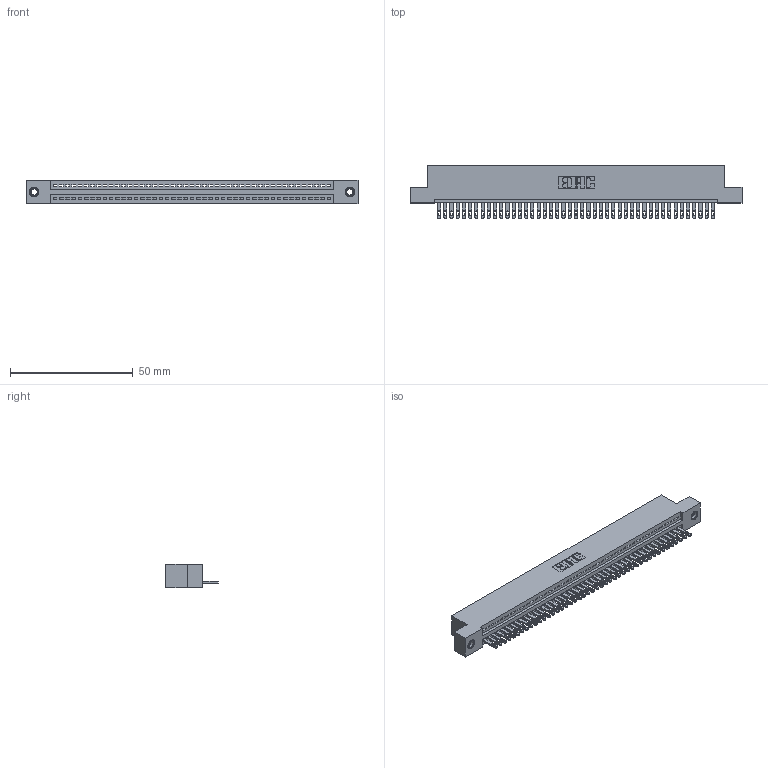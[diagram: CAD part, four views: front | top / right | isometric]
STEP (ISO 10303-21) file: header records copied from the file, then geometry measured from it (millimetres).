
FILE_DESCRIPTION (( 'STEP AP203' ), '1' );
FILE_NAME ('345-045-500-107.STEP', '2018-09-09T07:38:40', ( '' ), ( '' ), 'SwSTEP 2.0', 'SolidWorks 2016', '' );
FILE_SCHEMA (( 'CONFIG_CONTROL_DESIGN' ));
Length unit declared in the file: inch
Products named in the file (4): 345-045-500-107; 345 Part_Flush Mounting Lugs - 0.156 Dia-TI; 345-292-001_345-293-100; 345-250-001_345-250-005-103
Assembly tree (48 placements, depth 2):
  345-045-500-107
    345 Part_Flush Mounting Lugs - 0.156 Dia-TI
    345-292-001_345-293-100  x45
    345-250-001_345-250-005-103  x2
Bounding box: 135.51 x 21.51 x 9.4 mm (x, y, z)
Volume: 12909.7 mm3; surface area: 17330.2 mm2
Topology: 48 solids, 48 shells, 2616 faces, 8037 edges, 5350 vertices
Faces by surface type: plane 1642, cylinder 958, cone 12, torus 4
Entity records: 34580 total; most frequent: CARTESIAN_POINT 5970, ORIENTED_EDGE 5942, DIRECTION 5239, EDGE_CURVE 2971, VECTOR 2635, LINE 2635, VERTEX_POINT 1976, AXIS2_PLACEMENT_3D 1302
